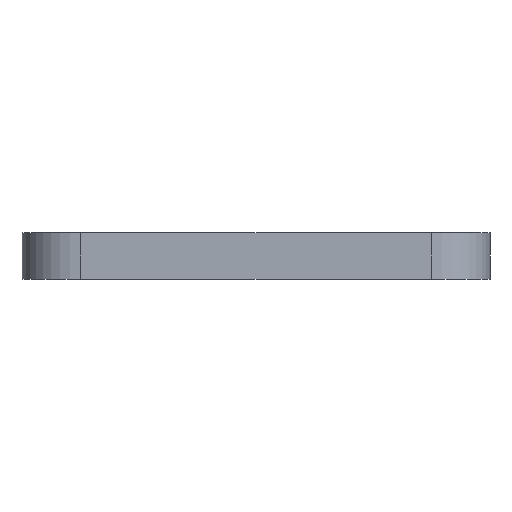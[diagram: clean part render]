
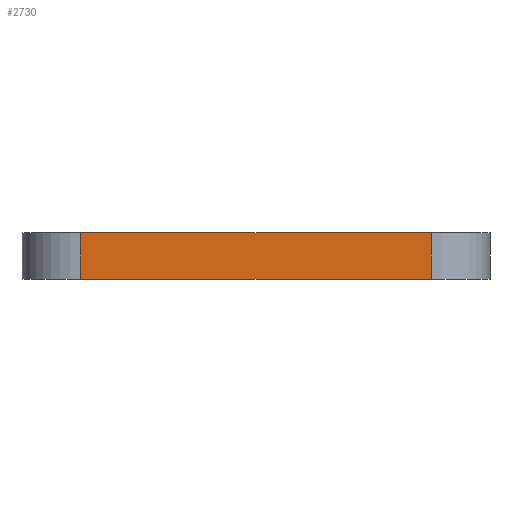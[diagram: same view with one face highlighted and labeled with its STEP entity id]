
A CAD part, left-side view. The second image highlights one B-rep face of the part: STEP entity #2730.
In plain terms, the highlighted planar face has unit normal (-1, 0, 0).
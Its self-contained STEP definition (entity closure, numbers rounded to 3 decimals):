
#115 = CARTESIAN_POINT ( 'NONE',  ( -60., -15., 4. ) ) ;
#156 = ORIENTED_EDGE ( 'NONE', *, *, #532, .T. ) ;
#263 = DIRECTION ( 'NONE',  ( 0., 0., -1. ) ) ;
#377 = VERTEX_POINT ( 'NONE', #1479 ) ;
#401 = VECTOR ( 'NONE', #3235, 1000. ) ;
#416 = EDGE_LOOP ( 'NONE', ( #3093, #2520, #1390, #156 ) ) ;
#446 = VECTOR ( 'NONE', #2382, 1000. ) ;
#480 = DIRECTION ( 'NONE',  ( 0., -1., 0. ) ) ;
#532 = EDGE_CURVE ( 'NONE', #377, #1464, #596, .T. ) ;
#596 = LINE ( 'NONE', #1855, #446 ) ;
#617 = VECTOR ( 'NONE', #263, 1000. ) ;
#631 = VECTOR ( 'NONE', #480, 1000. ) ;
#716 = PLANE ( 'NONE',  #2768 ) ;
#855 = CARTESIAN_POINT ( 'NONE',  ( -60., 15., 0. ) ) ;
#919 = CARTESIAN_POINT ( 'NONE',  ( -60., -15., 4. ) ) ;
#953 = DIRECTION ( 'NONE',  ( 1., 0., 0. ) ) ;
#1064 = CARTESIAN_POINT ( 'NONE',  ( -60., -15., 0. ) ) ;
#1193 = CARTESIAN_POINT ( 'NONE',  ( -60., -15., 0. ) ) ;
#1263 = CARTESIAN_POINT ( 'NONE',  ( -60., -15., 4. ) ) ;
#1390 = ORIENTED_EDGE ( 'NONE', *, *, #3295, .F. ) ;
#1464 = VERTEX_POINT ( 'NONE', #855 ) ;
#1479 = CARTESIAN_POINT ( 'NONE',  ( -60., 15., 4. ) ) ;
#1722 = DIRECTION ( 'NONE',  ( 0., 0., -1. ) ) ;
#1772 = FACE_OUTER_BOUND ( 'NONE', #416, .T. ) ;
#1855 = CARTESIAN_POINT ( 'NONE',  ( -60., 15., 4. ) ) ;
#2102 = VERTEX_POINT ( 'NONE', #1064 ) ;
#2223 = LINE ( 'NONE', #1193, #631 ) ;
#2382 = DIRECTION ( 'NONE',  ( 0., 0., -1. ) ) ;
#2520 = ORIENTED_EDGE ( 'NONE', *, *, #2873, .F. ) ;
#2616 = LINE ( 'NONE', #2650, #617 ) ;
#2626 = VERTEX_POINT ( 'NONE', #919 ) ;
#2650 = CARTESIAN_POINT ( 'NONE',  ( -60., -15., 4. ) ) ;
#2730 = ADVANCED_FACE ( 'NONE', ( #1772 ), #716, .F. ) ;
#2768 = AXIS2_PLACEMENT_3D ( 'NONE', #1263, #953, #1722 ) ;
#2873 = EDGE_CURVE ( 'NONE', #2626, #2102, #2616, .T. ) ;
#2948 = LINE ( 'NONE', #115, #401 ) ;
#3080 = EDGE_CURVE ( 'NONE', #1464, #2102, #2223, .T. ) ;
#3093 = ORIENTED_EDGE ( 'NONE', *, *, #3080, .T. ) ;
#3235 = DIRECTION ( 'NONE',  ( 0., -1., 0. ) ) ;
#3295 = EDGE_CURVE ( 'NONE', #377, #2626, #2948, .T. ) ;
